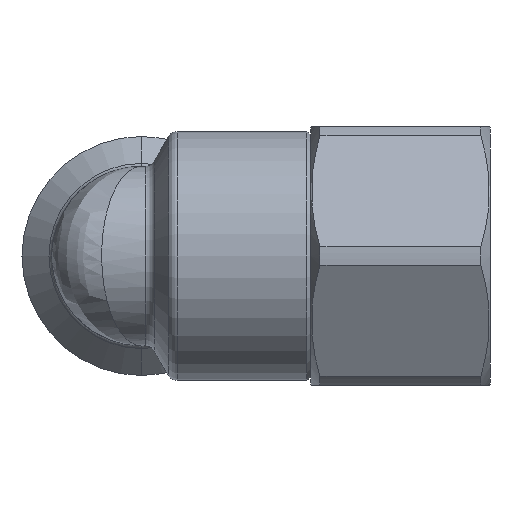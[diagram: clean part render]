
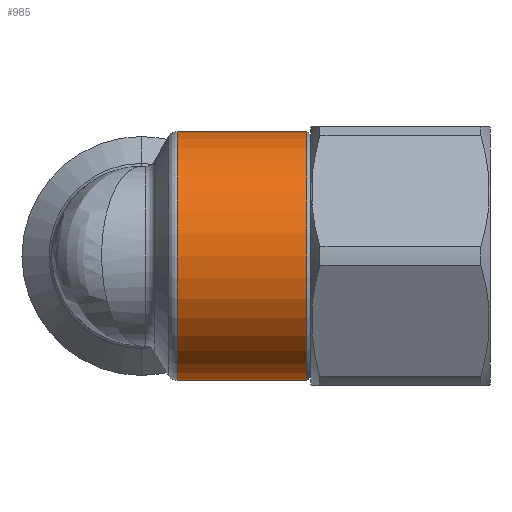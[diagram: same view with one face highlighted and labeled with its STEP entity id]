
A CAD part, left-side view. The second image highlights one B-rep face of the part: STEP entity #985.
In plain terms, the highlighted cylindrical face has radius 6.25 mm (diameter 12.5 mm), a partial arc.
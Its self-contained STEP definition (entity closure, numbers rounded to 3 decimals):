
#54 = AXIS2_PLACEMENT_3D ( 'NONE', #137, #136, #165 ) ;
#136 = DIRECTION ( 'NONE',  ( 0., 1., 0. ) ) ;
#137 = CARTESIAN_POINT ( 'NONE',  ( 0., 5.805, 0. ) ) ;
#165 = DIRECTION ( 'NONE',  ( 0., 0., 1. ) ) ;
#272 = FACE_OUTER_BOUND ( 'NONE', #1044, .T. ) ;
#280 = CYLINDRICAL_SURFACE ( 'NONE', #54, 6.25 ) ;
#395 = CARTESIAN_POINT ( 'NONE',  ( 0., -8.3, 0. ) ) ;
#396 = CIRCLE ( 'NONE', #400, 6.25 ) ;
#397 = DIRECTION ( 'NONE',  ( 0., 0., 1. ) ) ;
#399 = DIRECTION ( 'NONE',  ( 0., 1., 0. ) ) ;
#400 = AXIS2_PLACEMENT_3D ( 'NONE', #395, #399, #397 ) ;
#985 = ADVANCED_FACE ( 'NONE', ( #272 ), #280, .T. ) ;
#1033 = EDGE_CURVE ( 'NONE', #2099, #2893, #396, .T. ) ;
#1036 = ORIENTED_EDGE ( 'NONE', *, *, #2301, .T. ) ;
#1044 = EDGE_LOOP ( 'NONE', ( #1063, #1064, #1036, #1062 ) ) ;
#1062 = ORIENTED_EDGE ( 'NONE', *, *, #2268, .T. ) ;
#1063 = ORIENTED_EDGE ( 'NONE', *, *, #2327, .F. ) ;
#1064 = ORIENTED_EDGE ( 'NONE', *, *, #1033, .T. ) ;
#1239 = VECTOR ( 'NONE', #1240, 1000. ) ;
#1240 = DIRECTION ( 'NONE',  ( 0., 1., 0. ) ) ;
#1267 = CARTESIAN_POINT ( 'NONE',  ( 0., 5.805, 6.25 ) ) ;
#1879 = CARTESIAN_POINT ( 'NONE',  ( 0., -8.3, -6.25 ) ) ;
#1965 = DIRECTION ( 'NONE',  ( 0., 0., -1. ) ) ;
#1966 = DIRECTION ( 'NONE',  ( 0., -1., 0. ) ) ;
#1967 = CARTESIAN_POINT ( 'NONE',  ( 0., -1.789, 0. ) ) ;
#1968 = AXIS2_PLACEMENT_3D ( 'NONE', #1967, #1966, #1965 ) ;
#1969 = CIRCLE ( 'NONE', #1968, 6.25 ) ;
#2004 = CARTESIAN_POINT ( 'NONE',  ( 0., -1.789, -6.25 ) ) ;
#2011 = LINE ( 'NONE', #1267, #1239 ) ;
#2015 = CARTESIAN_POINT ( 'NONE',  ( 0., -1.789, 6.25 ) ) ;
#2021 = VECTOR ( 'NONE', #2029, 1000. ) ;
#2024 = LINE ( 'NONE', #2034, #2021 ) ;
#2029 = DIRECTION ( 'NONE',  ( 0., 1., 0. ) ) ;
#2034 = CARTESIAN_POINT ( 'NONE',  ( 0., 5.805, -6.25 ) ) ;
#2099 = VERTEX_POINT ( 'NONE', #1879 ) ;
#2216 = CARTESIAN_POINT ( 'NONE',  ( 0., -8.3, 6.25 ) ) ;
#2248 = VERTEX_POINT ( 'NONE', #2004 ) ;
#2268 = EDGE_CURVE ( 'NONE', #2281, #2248, #1969, .T. ) ;
#2281 = VERTEX_POINT ( 'NONE', #2015 ) ;
#2301 = EDGE_CURVE ( 'NONE', #2893, #2281, #2011, .T. ) ;
#2327 = EDGE_CURVE ( 'NONE', #2099, #2248, #2024, .T. ) ;
#2893 = VERTEX_POINT ( 'NONE', #2216 ) ;
